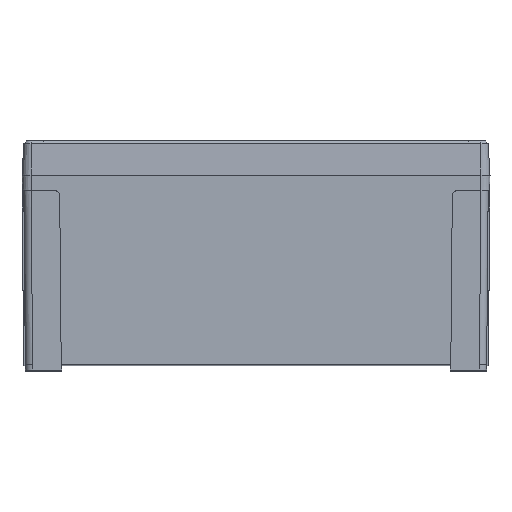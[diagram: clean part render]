
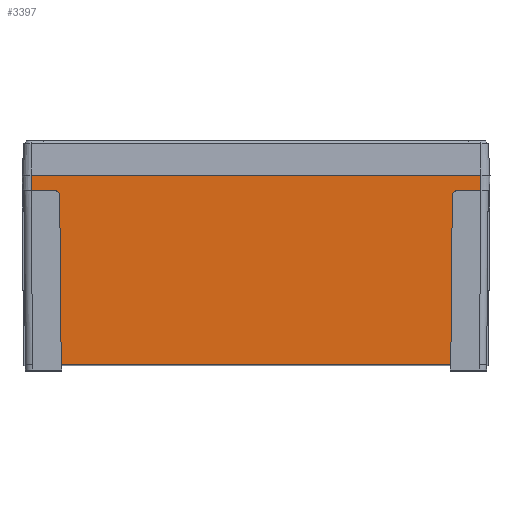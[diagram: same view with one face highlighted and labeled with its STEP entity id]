
A CAD part, top view. The second image highlights one B-rep face of the part: STEP entity #3397.
In plain terms, the highlighted planar face has unit normal (0, -0.009, 1).
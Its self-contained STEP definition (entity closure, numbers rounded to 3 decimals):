
#79 = CARTESIAN_POINT ( 'NONE',  ( -86.55, 0., 127.55 ) ) ;
#101 = CARTESIAN_POINT ( 'NONE',  ( 86.55, 0., 127.55 ) ) ;
#304 = VERTEX_POINT ( 'NONE', #6099 ) ;
#323 = CARTESIAN_POINT ( 'NONE',  ( 76.369, -6., 127.498 ) ) ;
#350 = VERTEX_POINT ( 'NONE', #1769 ) ;
#376 = ORIENTED_EDGE ( 'NONE', *, *, #7334, .F. ) ;
#908 = LINE ( 'NONE', #1315, #11527 ) ;
#1135 = VERTEX_POINT ( 'NONE', #13266 ) ;
#1176 = CARTESIAN_POINT ( 'NONE',  ( -86.55, -6., 127.498 ) ) ;
#1315 = CARTESIAN_POINT ( 'NONE',  ( -86.55, -73., 126.913 ) ) ;
#1366 = ORIENTED_EDGE ( 'NONE', *, *, #11349, .T. ) ;
#1742 = CARTESIAN_POINT ( 'NONE',  ( 75.533, -7.983, 127.48 ) ) ;
#1761 = LINE ( 'NONE', #10985, #4949 ) ;
#1769 = CARTESIAN_POINT ( 'NONE',  ( 86.55, -6., 127.498 ) ) ;
#1862 = DIRECTION ( 'NONE',  ( -0.009, 1., 0.009 ) ) ;
#2119 = DIRECTION ( 'NONE',  ( 1., 0., 0. ) ) ;
#2184 = CARTESIAN_POINT ( 'NONE',  ( -75.543, -6.819, 127.49 ) ) ;
#2320 = DIRECTION ( 'NONE',  ( -0.009, -1., -0.009 ) ) ;
#2580 = VERTEX_POINT ( 'NONE', #8100 ) ;
#2858 = VERTEX_POINT ( 'NONE', #10686 ) ;
#3107 = LINE ( 'NONE', #79, #17710 ) ;
#3146 = DIRECTION ( 'NONE',  ( 0., -0.009, 1. ) ) ;
#3397 = ADVANCED_FACE ( 'NONE', ( #13875 ), #18403, .T. ) ;
#3827 = LINE ( 'NONE', #14353, #5499 ) ;
#4151 = VERTEX_POINT ( 'NONE', #6392 ) ;
#4252 = AXIS2_PLACEMENT_3D ( 'NONE', #4659, #3146, #6362 ) ;
#4590 = EDGE_CURVE ( 'NONE', #304, #15951, #17010, .T. ) ;
#4659 = CARTESIAN_POINT ( 'NONE',  ( -86.55, 0., 127.55 ) ) ;
#4949 = VECTOR ( 'NONE', #17117, 1000. ) ;
#5221 = EDGE_LOOP ( 'NONE', ( #376, #6940, #9577, #13902, #13657, #6186, #11006, #8952, #19034, #1366 ) ) ;
#5349 = VECTOR ( 'NONE', #1862, 1000. ) ;
#5352 = VECTOR ( 'NONE', #7210, 1000. ) ;
#5499 = VECTOR ( 'NONE', #2119, 1000. ) ;
#5606 = VECTOR ( 'NONE', #2320, 1000. ) ;
#6099 = CARTESIAN_POINT ( 'NONE',  ( 75.533, -7.983, 127.48 ) ) ;
#6123 = VERTEX_POINT ( 'NONE', #15570 ) ;
#6186 = ORIENTED_EDGE ( 'NONE', *, *, #18767, .F. ) ;
#6275 = CARTESIAN_POINT ( 'NONE',  ( 77.533, -6., 127.498 ) ) ;
#6362 = DIRECTION ( 'NONE',  ( 0., -1., -0.009 ) ) ;
#6392 = CARTESIAN_POINT ( 'NONE',  ( 74.965, -73., 126.913 ) ) ;
#6809 = CARTESIAN_POINT ( 'NONE',  ( -77.533, -6., 127.498 ) ) ;
#6940 = ORIENTED_EDGE ( 'NONE', *, *, #4590, .T. ) ;
#7004 = CARTESIAN_POINT ( 'NONE',  ( -76.369, -6., 127.498 ) ) ;
#7210 = DIRECTION ( 'NONE',  ( -1., 0., 0. ) ) ;
#7334 = EDGE_CURVE ( 'NONE', #304, #4151, #18080, .T. ) ;
#7863 = CARTESIAN_POINT ( 'NONE',  ( 75.543, -6.819, 127.49 ) ) ;
#8100 = CARTESIAN_POINT ( 'NONE',  ( -77.533, -6., 127.498 ) ) ;
#8451 = EDGE_CURVE ( 'NONE', #9887, #6123, #1761, .T. ) ;
#8952 = ORIENTED_EDGE ( 'NONE', *, *, #17883, .T. ) ;
#9135 = DIRECTION ( 'NONE',  ( 0., 1., 0.009 ) ) ;
#9577 = ORIENTED_EDGE ( 'NONE', *, *, #18911, .F. ) ;
#9602 = EDGE_CURVE ( 'NONE', #15591, #2858, #14108, .T. ) ;
#9887 = VERTEX_POINT ( 'NONE', #10570 ) ;
#10043 = CARTESIAN_POINT ( 'NONE',  ( 75.59, -1.415, 127.538 ) ) ;
#10570 = CARTESIAN_POINT ( 'NONE',  ( -86.55, 0., 127.55 ) ) ;
#10686 = CARTESIAN_POINT ( 'NONE',  ( -75.533, -7.983, 127.48 ) ) ;
#10766 = CARTESIAN_POINT ( 'NONE',  ( 77.533, -6., 127.498 ) ) ;
#10928 = DIRECTION ( 'NONE',  ( 0., 1., 0.009 ) ) ;
#10985 = CARTESIAN_POINT ( 'NONE',  ( -86.55, 0., 127.55 ) ) ;
#11006 = ORIENTED_EDGE ( 'NONE', *, *, #17630, .T. ) ;
#11089 = CARTESIAN_POINT ( 'NONE',  ( -75.603, 0.096, 127.551 ) ) ;
#11349 = EDGE_CURVE ( 'NONE', #15591, #4151, #908, .T. ) ;
#11527 = VECTOR ( 'NONE', #19687, 1000. ) ;
#12944 = VECTOR ( 'NONE', #9135, 1000. ) ;
#13266 = CARTESIAN_POINT ( 'NONE',  ( -86.55, -6., 127.498 ) ) ;
#13657 = ORIENTED_EDGE ( 'NONE', *, *, #8451, .F. ) ;
#13832 = CARTESIAN_POINT ( 'NONE',  ( -74.965, -73., 126.913 ) ) ;
#13875 = FACE_OUTER_BOUND ( 'NONE', #5221, .T. ) ;
#13902 = ORIENTED_EDGE ( 'NONE', *, *, #15181, .T. ) ;
#13950 =( BOUNDED_CURVE ( )  B_SPLINE_CURVE ( 3, ( #6809, #7004, #2184, #19245 ),
 .UNSPECIFIED., .F., .F. ) 
 B_SPLINE_CURVE_WITH_KNOTS ( ( 4, 4 ),
 ( 3.142, 4.704 ),
 .UNSPECIFIED. ) 
 CURVE ( )  GEOMETRIC_REPRESENTATION_ITEM ( )  RATIONAL_B_SPLINE_CURVE ( ( 1., 0.807, 0.807, 1. ) ) 
 REPRESENTATION_ITEM ( '' )  );
#14108 = LINE ( 'NONE', #11089, #5349 ) ;
#14353 = CARTESIAN_POINT ( 'NONE',  ( -86.55, -6., 127.498 ) ) ;
#15181 = EDGE_CURVE ( 'NONE', #350, #6123, #17172, .T. ) ;
#15570 = CARTESIAN_POINT ( 'NONE',  ( 86.55, 0., 127.55 ) ) ;
#15591 = VERTEX_POINT ( 'NONE', #13832 ) ;
#15951 = VERTEX_POINT ( 'NONE', #6275 ) ;
#17010 =( BOUNDED_CURVE ( )  B_SPLINE_CURVE ( 3, ( #1742, #7863, #323, #10766 ),
 .UNSPECIFIED., .F., .F. ) 
 B_SPLINE_CURVE_WITH_KNOTS ( ( 4, 4 ),
 ( 1.58, 3.142 ),
 .UNSPECIFIED. ) 
 CURVE ( )  GEOMETRIC_REPRESENTATION_ITEM ( )  RATIONAL_B_SPLINE_CURVE ( ( 1., 0.807, 0.807, 1. ) ) 
 REPRESENTATION_ITEM ( '' )  );
#17117 = DIRECTION ( 'NONE',  ( 1., 0., 0. ) ) ;
#17172 = LINE ( 'NONE', #101, #12944 ) ;
#17630 = EDGE_CURVE ( 'NONE', #1135, #2580, #3827, .T. ) ;
#17710 = VECTOR ( 'NONE', #10928, 1000. ) ;
#17883 = EDGE_CURVE ( 'NONE', #2580, #2858, #13950, .T. ) ;
#18080 = LINE ( 'NONE', #10043, #5606 ) ;
#18239 = LINE ( 'NONE', #1176, #5352 ) ;
#18403 = PLANE ( 'NONE',  #4252 ) ;
#18767 = EDGE_CURVE ( 'NONE', #1135, #9887, #3107, .T. ) ;
#18911 = EDGE_CURVE ( 'NONE', #350, #15951, #18239, .T. ) ;
#19034 = ORIENTED_EDGE ( 'NONE', *, *, #9602, .F. ) ;
#19245 = CARTESIAN_POINT ( 'NONE',  ( -75.533, -7.983, 127.48 ) ) ;
#19687 = DIRECTION ( 'NONE',  ( 1., 0., 0. ) ) ;
